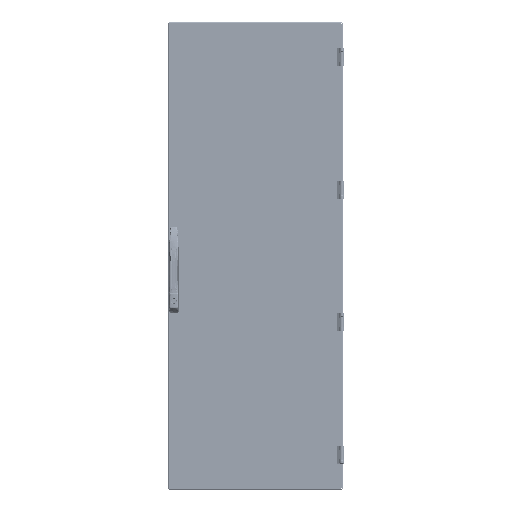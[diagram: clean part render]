
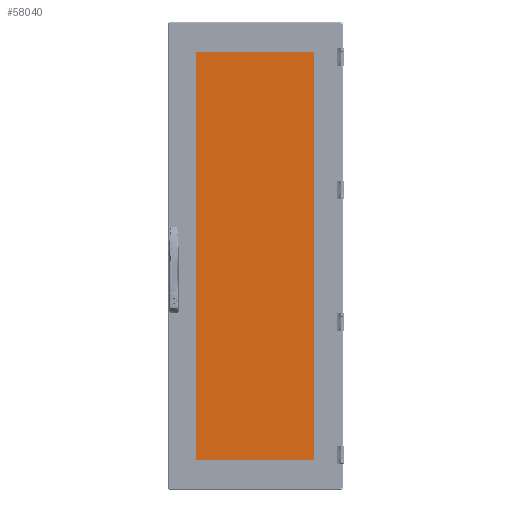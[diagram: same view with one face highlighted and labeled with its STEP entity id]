
A CAD part, top view. The second image highlights one B-rep face of the part: STEP entity #58040.
In plain terms, the highlighted planar face has unit normal (0, 0, 1).
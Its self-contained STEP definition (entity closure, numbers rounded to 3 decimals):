
#4615 = ORIENTED_EDGE ( 'NONE', *, *, #75731, .T. ) ;
#5663 = VECTOR ( 'NONE', #76314, 1000. ) ;
#6304 = VECTOR ( 'NONE', #33714, 1000. ) ;
#7598 = LINE ( 'NONE', #35047, #6304 ) ;
#7736 = DIRECTION ( 'NONE',  ( 1., 0., 0. ) ) ;
#11085 = CARTESIAN_POINT ( 'NONE',  ( -223.25, 711.05, 4. ) ) ;
#13194 = CARTESIAN_POINT ( 'NONE',  ( -223.25, -711.05, 4. ) ) ;
#19657 = FACE_OUTER_BOUND ( 'NONE', #38947, .T. ) ;
#20472 = LINE ( 'NONE', #48389, #5663 ) ;
#20507 = VERTEX_POINT ( 'NONE', #42901 ) ;
#25415 = ORIENTED_EDGE ( 'NONE', *, *, #67591, .T. ) ;
#30506 = VECTOR ( 'NONE', #7736, 1000. ) ;
#33714 = DIRECTION ( 'NONE',  ( -1., 0., 0. ) ) ;
#34313 = CARTESIAN_POINT ( 'NONE',  ( 0., 0., 4. ) ) ;
#35047 = CARTESIAN_POINT ( 'NONE',  ( -223.25, 711.05, 4. ) ) ;
#36656 = CARTESIAN_POINT ( 'NONE',  ( -223.25, -711.05, 4. ) ) ;
#36990 = CARTESIAN_POINT ( 'NONE',  ( -223.25, -711.05, 4. ) ) ;
#38947 = EDGE_LOOP ( 'NONE', ( #80739, #25415, #82291, #4615 ) ) ;
#42901 = CARTESIAN_POINT ( 'NONE',  ( 223.25, -711.05, 4. ) ) ;
#47581 = PLANE ( 'NONE',  #67005 ) ;
#48389 = CARTESIAN_POINT ( 'NONE',  ( 223.25, -711.05, 4. ) ) ;
#48860 = DIRECTION ( 'NONE',  ( 0., -1., 0. ) ) ;
#50260 = LINE ( 'NONE', #36990, #30506 ) ;
#52399 = VERTEX_POINT ( 'NONE', #36656 ) ;
#55308 = DIRECTION ( 'NONE',  ( -1., 0., 0. ) ) ;
#58040 = ADVANCED_FACE ( 'NONE', ( #19657 ), #47581, .F. ) ;
#58150 = VECTOR ( 'NONE', #48860, 1000. ) ;
#58842 = EDGE_CURVE ( 'NONE', #20507, #64770, #20472, .T. ) ;
#60051 = EDGE_CURVE ( 'NONE', #88230, #52399, #68112, .T. ) ;
#64770 = VERTEX_POINT ( 'NONE', #71516 ) ;
#67005 = AXIS2_PLACEMENT_3D ( 'NONE', #34313, #75491, #55308 ) ;
#67591 = EDGE_CURVE ( 'NONE', #64770, #88230, #7598, .T. ) ;
#68112 = LINE ( 'NONE', #13194, #58150 ) ;
#71516 = CARTESIAN_POINT ( 'NONE',  ( 223.25, 711.05, 4. ) ) ;
#75491 = DIRECTION ( 'NONE',  ( 0., 0., -1. ) ) ;
#75731 = EDGE_CURVE ( 'NONE', #52399, #20507, #50260, .T. ) ;
#76314 = DIRECTION ( 'NONE',  ( 0., 1., 0. ) ) ;
#80739 = ORIENTED_EDGE ( 'NONE', *, *, #58842, .T. ) ;
#82291 = ORIENTED_EDGE ( 'NONE', *, *, #60051, .T. ) ;
#88230 = VERTEX_POINT ( 'NONE', #11085 ) ;
